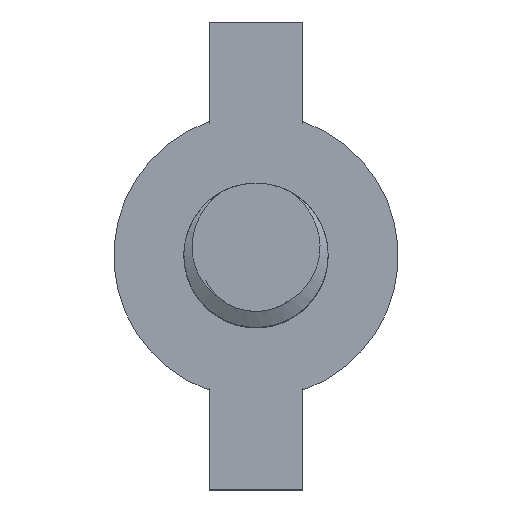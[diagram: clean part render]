
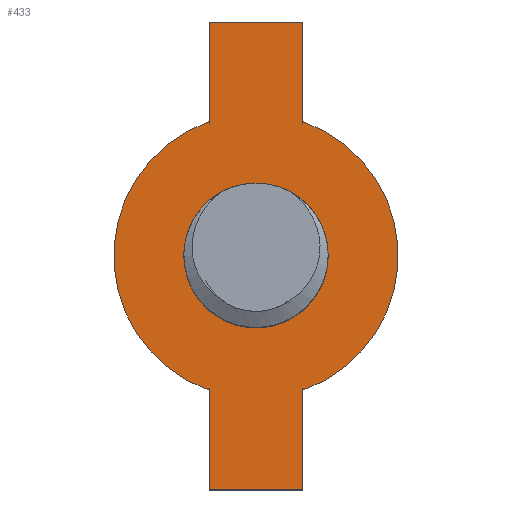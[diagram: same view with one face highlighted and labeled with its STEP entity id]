
A CAD part, top view. The second image highlights one B-rep face of the part: STEP entity #433.
In plain terms, the highlighted planar face has unit normal (0, 0, 1).
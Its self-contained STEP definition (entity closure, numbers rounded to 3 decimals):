
#27=PLANE('',#479);
#34=FACE_BOUND('',#71,.T.);
#47=FACE_OUTER_BOUND('',#70,.T.);
#70=EDGE_LOOP('',(#345,#346,#347,#348,#349,#350,#351,#352));
#71=EDGE_LOOP('',(#353));
#86=CIRCLE('',#468,3.084);
#90=CIRCLE('',#478,6.084);
#91=CIRCLE('',#480,6.084);
#130=LINE('',#2500,#154);
#133=LINE('',#2509,#157);
#135=LINE('',#2517,#159);
#137=LINE('',#2532,#161);
#138=LINE('',#2534,#162);
#139=LINE('',#2535,#163);
#154=VECTOR('',#534,10.);
#157=VECTOR('',#539,10.);
#159=VECTOR('',#543,10.);
#161=VECTOR('',#557,10.);
#162=VECTOR('',#558,10.);
#163=VECTOR('',#559,10.);
#192=VERTEX_POINT('',#2477);
#201=VERTEX_POINT('',#2497);
#202=VERTEX_POINT('',#2499);
#204=VERTEX_POINT('',#2507);
#206=VERTEX_POINT('',#2513);
#208=VERTEX_POINT('',#2523);
#209=VERTEX_POINT('',#2529);
#210=VERTEX_POINT('',#2531);
#211=VERTEX_POINT('',#2533);
#244=EDGE_CURVE('',#192,#192,#86,.T.);
#254=EDGE_CURVE('',#201,#202,#130,.T.);
#258=EDGE_CURVE('',#204,#201,#133,.T.);
#261=EDGE_CURVE('',#206,#204,#135,.T.);
#265=EDGE_CURVE('',#206,#208,#90,.T.);
#266=EDGE_CURVE('',#209,#202,#91,.T.);
#267=EDGE_CURVE('',#210,#208,#137,.T.);
#268=EDGE_CURVE('',#211,#210,#138,.T.);
#269=EDGE_CURVE('',#209,#211,#139,.T.);
#345=ORIENTED_EDGE('',*,*,#266,.T.);
#346=ORIENTED_EDGE('',*,*,#254,.F.);
#347=ORIENTED_EDGE('',*,*,#258,.F.);
#348=ORIENTED_EDGE('',*,*,#261,.F.);
#349=ORIENTED_EDGE('',*,*,#265,.T.);
#350=ORIENTED_EDGE('',*,*,#267,.F.);
#351=ORIENTED_EDGE('',*,*,#268,.F.);
#352=ORIENTED_EDGE('',*,*,#269,.F.);
#353=ORIENTED_EDGE('',*,*,#244,.F.);
#433=ADVANCED_FACE('',(#47,#34),#27,.T.);
#468=AXIS2_PLACEMENT_3D('',#2478,#517,#518);
#478=AXIS2_PLACEMENT_3D('',#2527,#551,#552);
#479=AXIS2_PLACEMENT_3D('',#2528,#553,#554);
#480=AXIS2_PLACEMENT_3D('',#2530,#555,#556);
#517=DIRECTION('center_axis',(0.,0.,1.));
#518=DIRECTION('ref_axis',(-1.,0.,0.));
#534=DIRECTION('',(0.,-1.,0.));
#539=DIRECTION('',(1.,0.,0.));
#543=DIRECTION('',(0.,1.,0.));
#551=DIRECTION('center_axis',(0.,0.,1.));
#552=DIRECTION('ref_axis',(-1.,0.,0.));
#553=DIRECTION('center_axis',(0.,0.,1.));
#554=DIRECTION('ref_axis',(0.,-1.,0.));
#555=DIRECTION('center_axis',(0.,0.,1.));
#556=DIRECTION('ref_axis',(-1.,0.,0.));
#557=DIRECTION('',(0.,1.,0.));
#558=DIRECTION('',(-1.,0.,0.));
#559=DIRECTION('',(0.,-1.,0.));
#2477=CARTESIAN_POINT('',(-31.229,24.699,-1.145));
#2478=CARTESIAN_POINT('Origin',(-34.313,24.699,-1.145));
#2497=CARTESIAN_POINT('',(-32.313,34.699,-1.145));
#2499=CARTESIAN_POINT('',(-32.313,30.445,-1.145));
#2500=CARTESIAN_POINT('',(-32.313,25.873,-1.145));
#2507=CARTESIAN_POINT('',(-36.313,34.699,-1.145));
#2509=CARTESIAN_POINT('',(-33.313,34.699,-1.145));
#2513=CARTESIAN_POINT('',(-36.313,30.445,-1.145));
#2517=CARTESIAN_POINT('',(-36.313,29.699,-1.145));
#2523=CARTESIAN_POINT('',(-36.313,18.954,-1.145));
#2527=CARTESIAN_POINT('Origin',(-34.313,24.699,-1.145));
#2528=CARTESIAN_POINT('Origin',(-34.313,27.783,-1.145));
#2529=CARTESIAN_POINT('',(-32.313,18.954,-1.145));
#2530=CARTESIAN_POINT('Origin',(-34.313,24.699,-1.145));
#2531=CARTESIAN_POINT('',(-36.313,14.699,-1.145));
#2532=CARTESIAN_POINT('',(-36.313,23.526,-1.145));
#2533=CARTESIAN_POINT('',(-32.313,14.699,-1.145));
#2534=CARTESIAN_POINT('',(-35.313,14.699,-1.145));
#2535=CARTESIAN_POINT('',(-32.313,19.699,-1.145));
